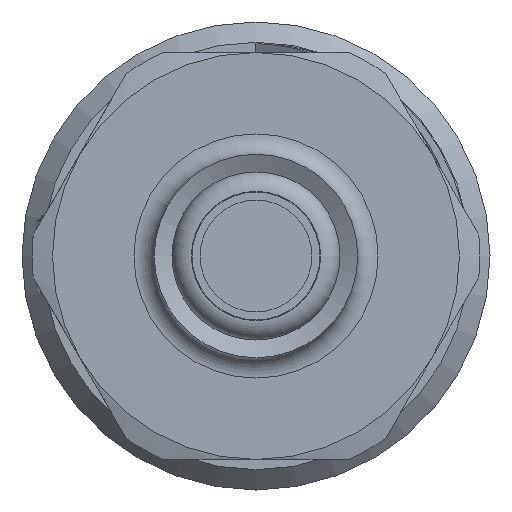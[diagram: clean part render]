
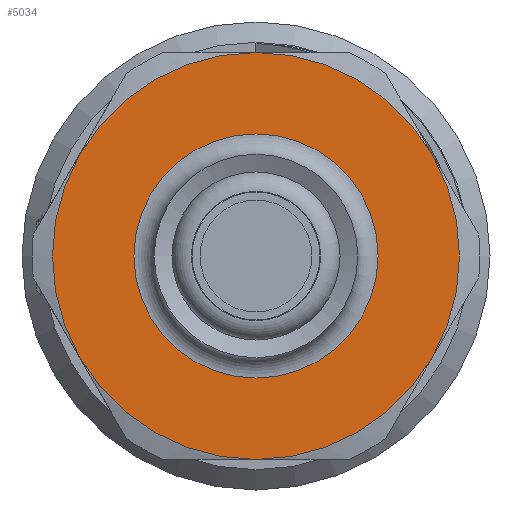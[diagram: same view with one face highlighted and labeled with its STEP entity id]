
A CAD part, left-side view. The second image highlights one B-rep face of the part: STEP entity #5034.
In plain terms, the highlighted planar face has unit normal (-1, 0, 0).
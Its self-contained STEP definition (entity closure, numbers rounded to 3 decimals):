
#263=FACE_BOUND('',#977,.T.);
#351=PLANE('',#5719);
#647=FACE_OUTER_BOUND('',#976,.T.);
#976=EDGE_LOOP('',(#4597,#4598,#4599,#4600,#4601,#4602));
#977=EDGE_LOOP('',(#4603,#4604));
#1281=CIRCLE('',#5632,6.);
#1282=CIRCLE('',#5633,6.);
#1311=CIRCLE('',#5672,10.);
#1330=CIRCLE('',#5704,10.);
#1331=CIRCLE('',#5706,10.);
#1332=CIRCLE('',#5708,10.);
#1333=CIRCLE('',#5710,10.);
#1334=CIRCLE('',#5712,10.);
#2344=VERTEX_POINT('',#17568);
#2345=VERTEX_POINT('',#17570);
#2374=VERTEX_POINT('',#17648);
#2375=VERTEX_POINT('',#17649);
#2406=VERTEX_POINT('',#17766);
#2407=VERTEX_POINT('',#17770);
#2408=VERTEX_POINT('',#17779);
#2409=VERTEX_POINT('',#17796);
#3056=EDGE_CURVE('',#2344,#2345,#1281,.T.);
#3057=EDGE_CURVE('',#2345,#2344,#1282,.T.);
#3095=EDGE_CURVE('',#2374,#2375,#1311,.T.);
#3142=EDGE_CURVE('',#2406,#2407,#1330,.T.);
#3144=EDGE_CURVE('',#2408,#2406,#1331,.T.);
#3147=EDGE_CURVE('',#2375,#2408,#1332,.T.);
#3150=EDGE_CURVE('',#2409,#2374,#1333,.T.);
#3153=EDGE_CURVE('',#2407,#2409,#1334,.T.);
#4597=ORIENTED_EDGE('',*,*,#3153,.T.);
#4598=ORIENTED_EDGE('',*,*,#3150,.T.);
#4599=ORIENTED_EDGE('',*,*,#3095,.T.);
#4600=ORIENTED_EDGE('',*,*,#3147,.T.);
#4601=ORIENTED_EDGE('',*,*,#3144,.T.);
#4602=ORIENTED_EDGE('',*,*,#3142,.T.);
#4603=ORIENTED_EDGE('',*,*,#3057,.F.);
#4604=ORIENTED_EDGE('',*,*,#3056,.F.);
#5034=ADVANCED_FACE('',(#647,#263),#351,.F.);
#5632=AXIS2_PLACEMENT_3D('',#17571,#7017,#7018);
#5633=AXIS2_PLACEMENT_3D('',#17572,#7019,#7020);
#5672=AXIS2_PLACEMENT_3D('',#17650,#7106,#7107);
#5704=AXIS2_PLACEMENT_3D('',#17774,#7182,#7183);
#5706=AXIS2_PLACEMENT_3D('',#17780,#7186,#7187);
#5708=AXIS2_PLACEMENT_3D('',#17788,#7190,#7191);
#5710=AXIS2_PLACEMENT_3D('',#17797,#7194,#7195);
#5712=AXIS2_PLACEMENT_3D('',#17805,#7198,#7199);
#5719=AXIS2_PLACEMENT_3D('',#17815,#7212,#7213);
#7017=DIRECTION('center_axis',(-1.,0.,0.));
#7018=DIRECTION('ref_axis',(0.,-0.5,0.866));
#7019=DIRECTION('center_axis',(-1.,0.,0.));
#7020=DIRECTION('ref_axis',(0.,-0.5,0.866));
#7106=DIRECTION('center_axis',(-1.,0.,0.));
#7107=DIRECTION('ref_axis',(0.,-0.5,0.866));
#7182=DIRECTION('center_axis',(-1.,0.,0.));
#7183=DIRECTION('ref_axis',(0.,-0.5,0.866));
#7186=DIRECTION('center_axis',(-1.,0.,0.));
#7187=DIRECTION('ref_axis',(0.,-0.5,0.866));
#7190=DIRECTION('center_axis',(-1.,0.,0.));
#7191=DIRECTION('ref_axis',(0.,-0.5,0.866));
#7194=DIRECTION('center_axis',(-1.,0.,0.));
#7195=DIRECTION('ref_axis',(0.,-0.5,0.866));
#7198=DIRECTION('center_axis',(-1.,0.,0.));
#7199=DIRECTION('ref_axis',(0.,-0.5,0.866));
#7212=DIRECTION('center_axis',(1.,0.,0.));
#7213=DIRECTION('ref_axis',(0.,0.5,-0.866));
#17568=CARTESIAN_POINT('',(-27.9,3.,-5.196));
#17570=CARTESIAN_POINT('',(-27.9,-3.,5.196));
#17571=CARTESIAN_POINT('Origin',(-27.9,0.,
0.));
#17572=CARTESIAN_POINT('Origin',(-27.9,0.,
0.));
#17648=CARTESIAN_POINT('',(-27.9,8.66,-5.));
#17649=CARTESIAN_POINT('',(-27.9,0.,-10.));
#17650=CARTESIAN_POINT('Origin',(-27.9,0.,
0.));
#17766=CARTESIAN_POINT('',(-27.9,-8.66,5.));
#17770=CARTESIAN_POINT('',(-27.9,0.,10.));
#17774=CARTESIAN_POINT('Origin',(-27.9,0.,
0.));
#17779=CARTESIAN_POINT('',(-27.9,-8.66,-5.));
#17780=CARTESIAN_POINT('Origin',(-27.9,0.,
0.));
#17788=CARTESIAN_POINT('Origin',(-27.9,0.,
0.));
#17796=CARTESIAN_POINT('',(-27.9,8.66,5.));
#17797=CARTESIAN_POINT('Origin',(-27.9,0.,
0.));
#17805=CARTESIAN_POINT('Origin',(-27.9,0.,
0.));
#17815=CARTESIAN_POINT('Origin',(-27.9,8.66,5.));
